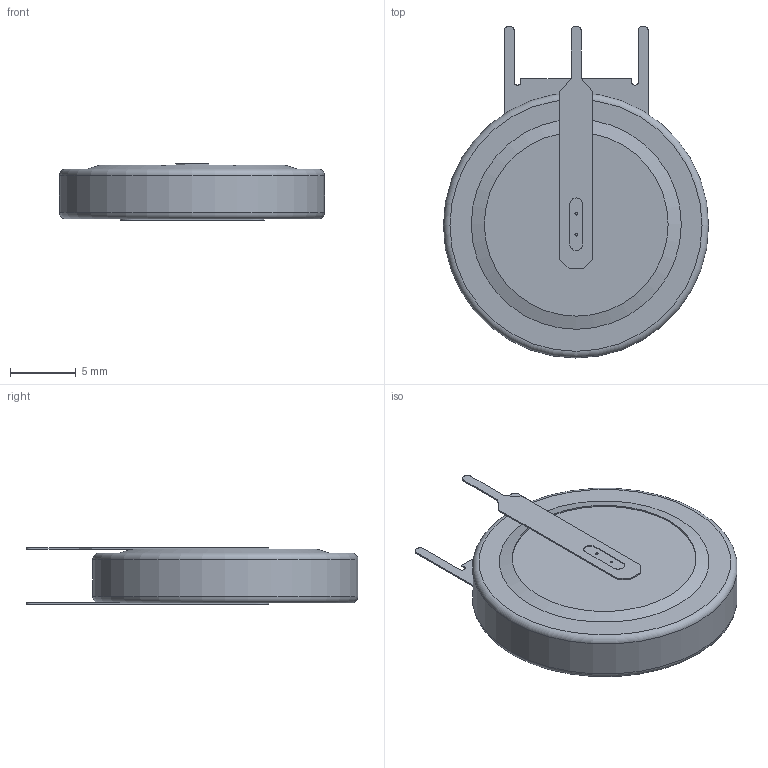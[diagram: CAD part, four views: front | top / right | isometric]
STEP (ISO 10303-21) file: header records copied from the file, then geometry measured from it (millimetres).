
FILE_DESCRIPTION(('FreeCAD Model'),'2;1');
FILE_NAME('CR2032V.stp', '2015-01-18T13:51:22',('FreeCAD'),('FreeCAD'), 'Open CASCADE STEP processor 6.7','FreeCAD','Unknown');
FILE_SCHEMA(('AUTOMOTIVE_DESIGN_CC2 { 1 2 10303 214 -1 1 5 4 }'));
Length unit declared in the file: millimetre
Products named in the file (3): Pocket003; Chamfer; Body
Bounding box: 20.2 x 25.28 x 4.3 mm (x, y, z)
Volume: 1250.4 mm3; surface area: 1281 mm2
Topology: 3 solids, 3 shells, 68 faces, 159 edges, 105 vertices
Faces by surface type: plane 42, cylinder 23, torus 2, cone 1
Full cylindrical faces by diameter (mm): 0.2 x2, 0.4 x2, 14 x1, 15 x1, 20.2 x1
Entity records: 4223 total; most frequent: CARTESIAN_POINT 844, DIRECTION 628, LINE 373, VECTOR 373, ORIENTED_EDGE 318, PCURVE 318, DEFINITIONAL_REPRESENTATION 318, EDGE_CURVE 159
